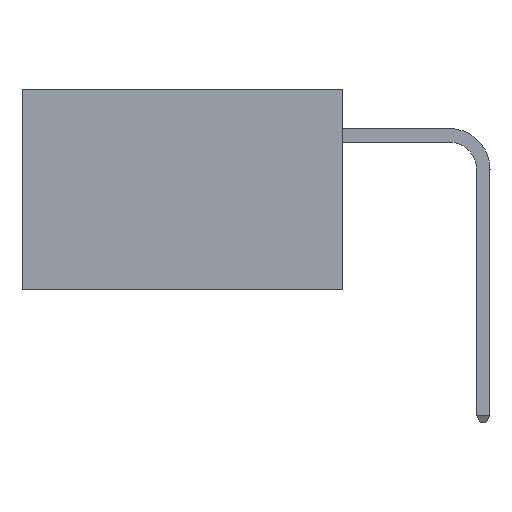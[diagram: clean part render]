
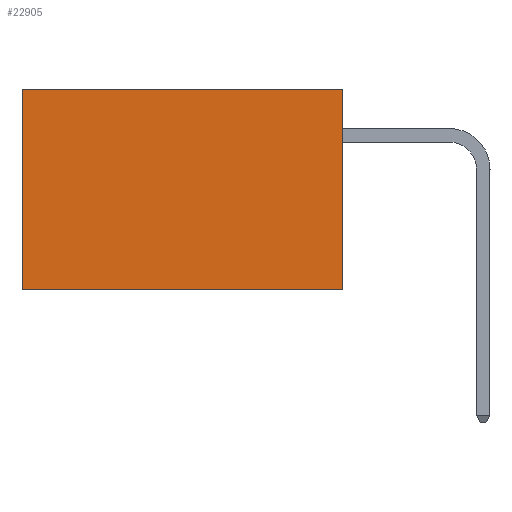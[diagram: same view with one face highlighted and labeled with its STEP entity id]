
A CAD part, left-side view. The second image highlights one B-rep face of the part: STEP entity #22905.
In plain terms, the highlighted planar face has unit normal (-1, 0, 0).
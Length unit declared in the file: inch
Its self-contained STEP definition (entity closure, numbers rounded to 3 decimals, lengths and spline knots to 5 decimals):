
#756 = DIRECTION ( 'NONE',  ( 0., 1., 0. ) ) ;
#1150 = VECTOR ( 'NONE', #17144, 39.37008 ) ;
#1219 = LINE ( 'NONE', #15738, #13622 ) ;
#1710 = LINE ( 'NONE', #17060, #1150 ) ;
#3261 = CARTESIAN_POINT ( 'NONE',  ( 0.277, 0.59, 0. ) ) ;
#3573 = VECTOR ( 'NONE', #756, 39.37008 ) ;
#3995 = EDGE_CURVE ( 'NONE', #8680, #22833, #9444, .T. ) ;
#5159 = AXIS2_PLACEMENT_3D ( 'NONE', #17641, #6987, #19453 ) ;
#5232 = PLANE ( 'NONE',  #5159 ) ;
#5538 = ORIENTED_EDGE ( 'NONE', *, *, #12715, .F. ) ;
#6987 = DIRECTION ( 'NONE',  ( 1., 0., 0. ) ) ;
#7729 = ORIENTED_EDGE ( 'NONE', *, *, #14309, .T. ) ;
#7749 = VECTOR ( 'NONE', #20060, 39.37008 ) ;
#8576 = DIRECTION ( 'NONE',  ( 0., 0., -1. ) ) ;
#8680 = VERTEX_POINT ( 'NONE', #14459 ) ;
#9444 = LINE ( 'NONE', #22675, #3573 ) ;
#12715 = EDGE_CURVE ( 'NONE', #17322, #8680, #1219, .T. ) ;
#13622 = VECTOR ( 'NONE', #8576, 39.37008 ) ;
#14309 = EDGE_CURVE ( 'NONE', #17322, #15732, #21389, .T. ) ;
#14459 = CARTESIAN_POINT ( 'NONE',  ( 0.277, 0., -0.37 ) ) ;
#14720 = CARTESIAN_POINT ( 'NONE',  ( 0.277, 0., 0. ) ) ;
#15732 = VERTEX_POINT ( 'NONE', #3261 ) ;
#15738 = CARTESIAN_POINT ( 'NONE',  ( 0.277, 0., -0.37 ) ) ;
#17060 = CARTESIAN_POINT ( 'NONE',  ( 0.277, 0.59, -0.37 ) ) ;
#17144 = DIRECTION ( 'NONE',  ( 0., 0., -1. ) ) ;
#17322 = VERTEX_POINT ( 'NONE', #19922 ) ;
#17631 = EDGE_LOOP ( 'NONE', ( #19651, #18603, #5538, #7729 ) ) ;
#17641 = CARTESIAN_POINT ( 'NONE',  ( 0.277, 0., -0.37 ) ) ;
#18603 = ORIENTED_EDGE ( 'NONE', *, *, #3995, .F. ) ;
#19013 = EDGE_CURVE ( 'NONE', #15732, #22833, #1710, .T. ) ;
#19453 = DIRECTION ( 'NONE',  ( 0., 0., -1. ) ) ;
#19651 = ORIENTED_EDGE ( 'NONE', *, *, #19013, .T. ) ;
#19922 = CARTESIAN_POINT ( 'NONE',  ( 0.277, 0., 0. ) ) ;
#20060 = DIRECTION ( 'NONE',  ( 0., 1., 0. ) ) ;
#20068 = FACE_OUTER_BOUND ( 'NONE', #17631, .T. ) ;
#20612 = CARTESIAN_POINT ( 'NONE',  ( 0.277, 0.59, -0.37 ) ) ;
#21389 = LINE ( 'NONE', #14720, #7749 ) ;
#22675 = CARTESIAN_POINT ( 'NONE',  ( 0.277, 0., -0.37 ) ) ;
#22833 = VERTEX_POINT ( 'NONE', #20612 ) ;
#22905 = ADVANCED_FACE ( 'NONE', ( #20068 ), #5232, .F. ) ;
